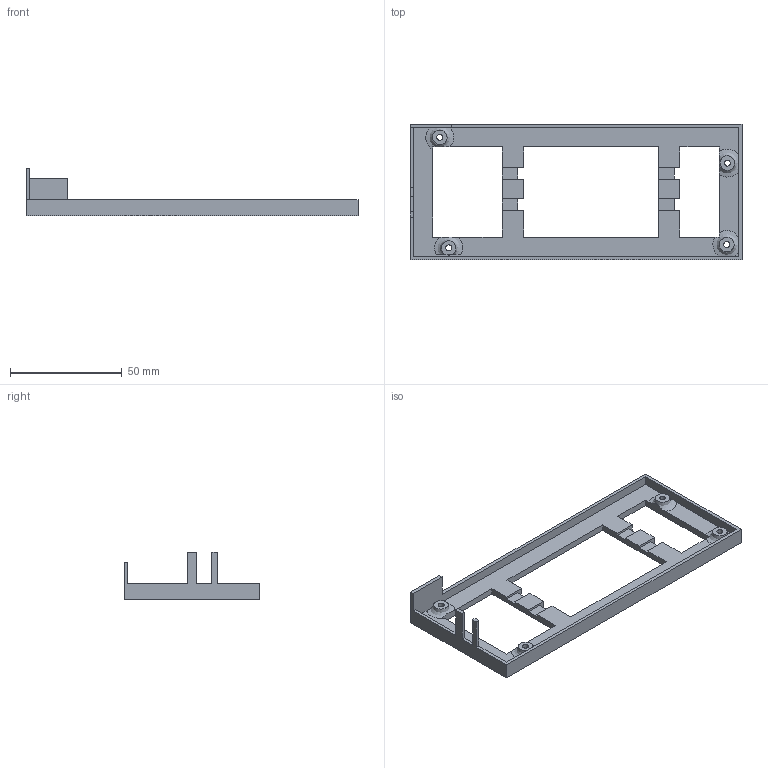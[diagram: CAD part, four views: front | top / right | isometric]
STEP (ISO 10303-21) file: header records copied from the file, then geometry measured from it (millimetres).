
FILE_DESCRIPTION(/* description */ ('STEP AP242','CAx-IF Rec.Pracs.---Representation and Presentation of Product Manufacturing Information (PMI)---4.0---2014-10-13','CAx-IF Rec.Pracs.---3D Tessellated Geometry---0.4---2014-09-14','2;1'),/* implementation_level */ '2;1');
FILE_NAME(/* name */ 'X1P-002 bbox model - Lower shell',/* time_stamp */ '2024-11-07T08:40:28Z',/* author */ (''),/* organization */ (''),/* preprocessor_version */ 'ST-DEVELOPER v20',/* originating_system */ 'ONSHAPE BY PTC INC, 1.189',/* authorisation */ ' ');
FILE_SCHEMA (('AP242_MANAGED_MODEL_BASED_3D_ENGINEERING_MIM_LF { 1 0 10303 442 1 1 4 }'));
Length unit declared in the file: metre
Products named in the file (1): Lower shell
Bounding box: 148.62 x 60.66 x 21.3 mm (x, y, z)
Volume: 16858.4 mm3; surface area: 16250.5 mm2
Topology: 1 solids, 1 shells, 72 faces, 222 edges, 148 vertices
Faces by surface type: plane 63, cylinder 5, bspline 4
Full cylindrical faces by diameter (mm): 2.7 x4
Entity records: 2863 total; most frequent: CARTESIAN_POINT 915, ORIENTED_EDGE 424, DIRECTION 343, EDGE_CURVE 212, LINE 177, VECTOR 177, VERTEX_POINT 145, EDGE_LOOP 91
